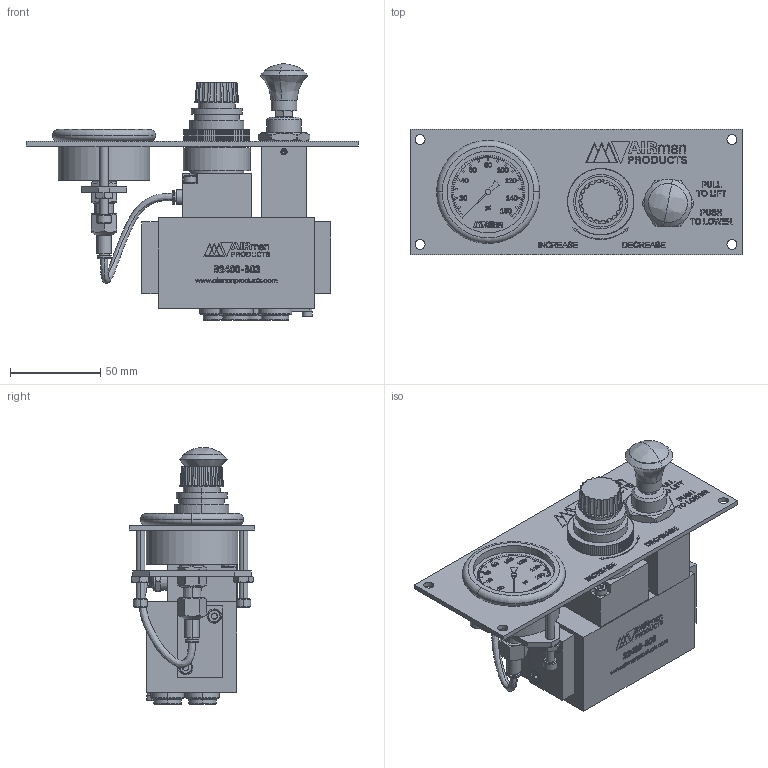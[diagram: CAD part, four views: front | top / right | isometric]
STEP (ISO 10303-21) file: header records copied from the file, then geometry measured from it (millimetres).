
FILE_DESCRIPTION (( 'STEP AP214' ), '1' );
FILE_NAME ('B2400-B03-VALVE-ASSY-(NSI)-LIFT-AXLE-KIT.STEP', '2021-07-30T09:57:29', ( '' ), ( '' ), 'SwSTEP 2.0', 'SolidWorks 2018', '' );
FILE_SCHEMA (( 'AUTOMOTIVE_DESIGN' ));
Length unit declared in the file: inch
Products named in the file (1): B2400-B03-VALVE-ASSY-(NSI)-LIFT-AXLE-KIT
Bounding box: 184.15 x 69.85 x 142.59 mm (x, y, z)
Volume: 457082.2 mm3; surface area: 88699.4 mm2
Topology: 8 solids, 8 shells, 4303 faces, 11096 edges, 7288 vertices
Faces by surface type: plane 2338, bspline 1176, cylinder 528, cone 255, torus 6
Entity records: 223081 total; most frequent: CARTESIAN_POINT 85702, ORIENTED_EDGE 22184, DIRECTION 16135, EDGE_CURVE 11092, VERTEX_POINT 7288, LINE 6983, VECTOR 6983, EDGE_LOOP 4816
